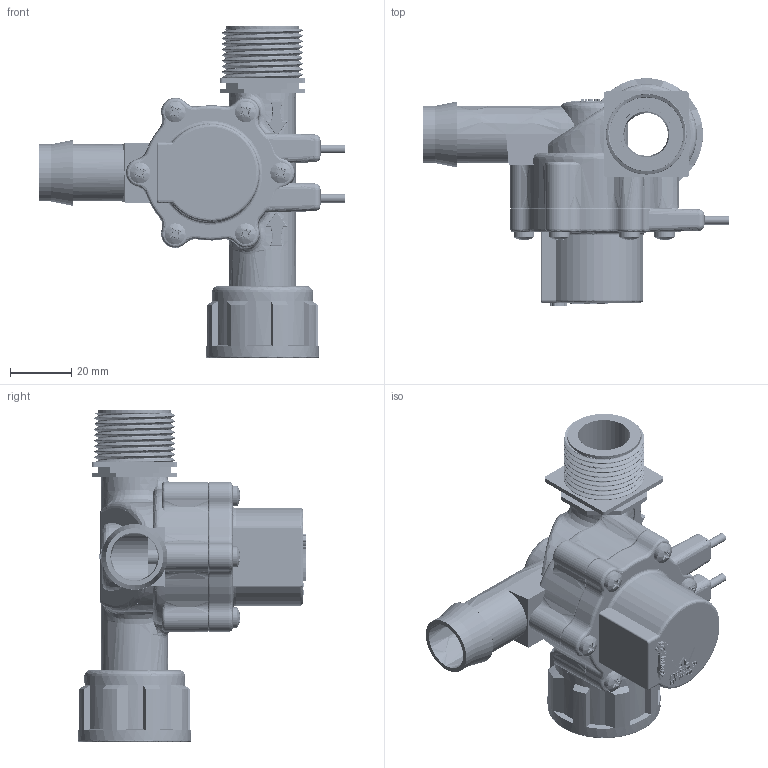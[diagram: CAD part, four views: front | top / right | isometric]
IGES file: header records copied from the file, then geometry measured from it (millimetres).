
Start section: SolidWorks IGES file using analytic representation for surfaces
Global section: file name: Body Z assy.IGS; native system: SolidWorks 2008; preprocessor: SolidWorks 2008; author: Peter; date: 090319.154822; units: millimetre
Bounding box: 100 x 74.5 x 108.5 mm (x, y, z)
Surface area: 71462.5 mm2 (no closed solid volume)
Topology: 0 solids, 0 shells, 2604 faces, 37462 edges, 37205 vertices
Faces by surface type: revolution 1513, bspline 1091
